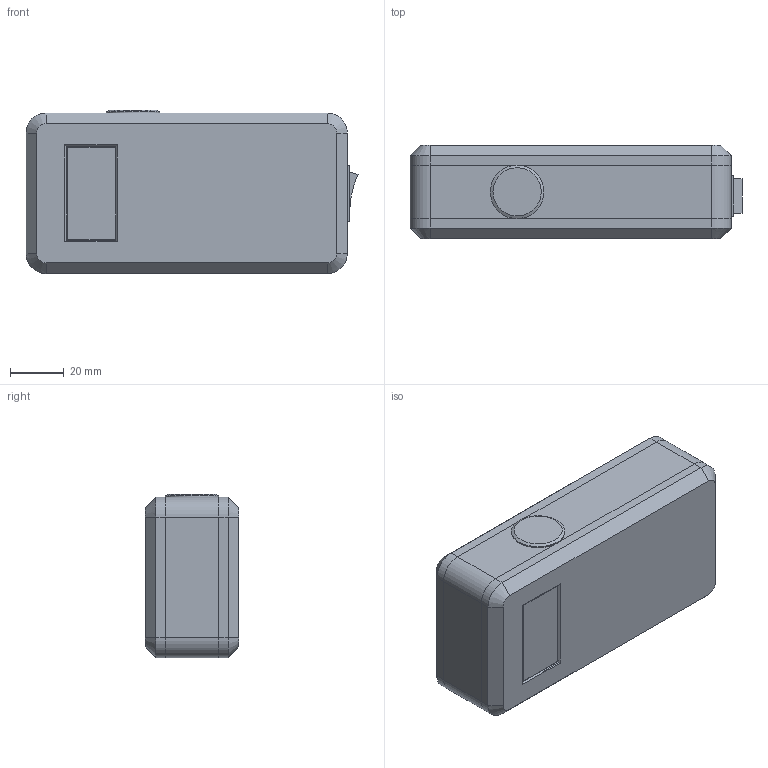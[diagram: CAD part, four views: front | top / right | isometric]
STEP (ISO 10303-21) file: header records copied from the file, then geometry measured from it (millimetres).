
FILE_DESCRIPTION(/* description */ (''),/* implementation_level */ '2;1');
FILE_NAME(/* name */ 'Plastic Scanner Mark1 rugged v14.step',/* time_stamp */ '2021-01-21T15:43:03+01:00',/* author */ (''),/* organization */ (''),/* preprocessor_version */ 'ST-DEVELOPER v18.1',/* originating_system */ 'Autodesk Translation Framework v9.7.1.1290',/* authorisation */ '');
FILE_SCHEMA (('AUTOMOTIVE_DESIGN { 1 0 10303 214 3 1 1 }'));
Length unit declared in the file: millimetre
Products named in the file (12): Plastic Scanner Mark1 rugged; PCB Sensor; Pi zero; screen; battery; charger; button; case; top; middle; bottom; switch
Assembly tree (11 placements, depth 3):
  Plastic Scanner Mark1 rugged
    PCB Sensor
    Pi zero
    screen
    battery
    charger
    button
    case
      top
      middle
      bottom
    switch
Bounding box: 124 x 35 x 61 mm (x, y, z)
Volume: 77832.5 mm3; surface area: 79498.9 mm2
Topology: 10 solids, 10 shells, 434 faces, 1019 edges, 653 vertices
Faces by surface type: plane 302, cylinder 90, cone 42
Full cylindrical faces by diameter (mm): 2.5 x6, 2.54 x4, 3 x9, 4.25 x8, 6.5 x8, 14 x1, 16 x2, 18 x1, 20 x1, 25.3 x1, 30 x1, 32 x1
Entity records: 12731 total; most frequent: DIRECTION 2172, CARTESIAN_POINT 2129, ORIENTED_EDGE 2038, EDGE_CURVE 1019, LINE 780, VECTOR 780, AXIS2_PLACEMENT_3D 696, VERTEX_POINT 653
